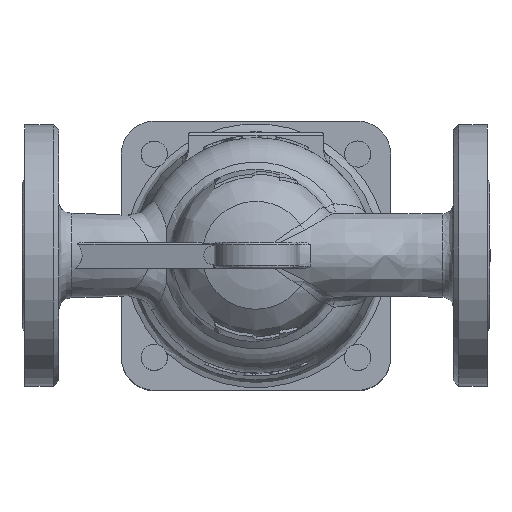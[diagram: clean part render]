
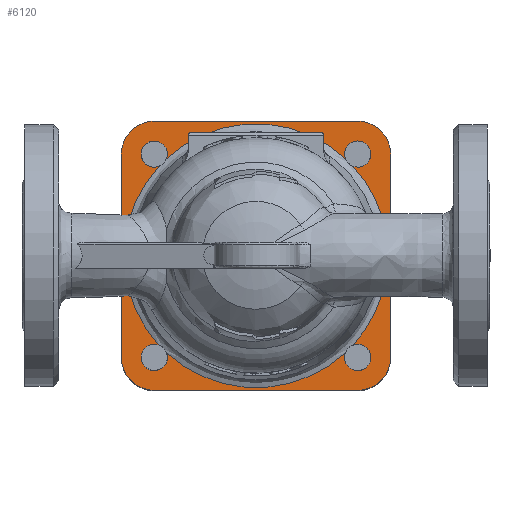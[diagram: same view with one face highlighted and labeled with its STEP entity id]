
A CAD part, top view. The second image highlights one B-rep face of the part: STEP entity #6120.
In plain terms, the highlighted planar face has unit normal (0, 0, 1).
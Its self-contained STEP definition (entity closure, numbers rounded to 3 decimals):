
#4290=CARTESIAN_POINT('',(34.234,37.07,15.));
#4291=VERTEX_POINT('',#4290);
#4292=CARTESIAN_POINT('',(37.07,34.234,15.));
#4293=VERTEX_POINT('',#4292);
#4294=CARTESIAN_POINT('',(38.891,38.891,15.));
#4295=DIRECTION('',(0.0,0.0,-1.0));
#4296=DIRECTION('',(0.0,-1.0,0.0));
#4297=AXIS2_PLACEMENT_3D('',#4294,#4295,#4296);
#4298=CIRCLE('',#4297,5.0);
#4299=EDGE_CURVE('',#4291,#4293,#4298,.T.);
#4372=CARTESIAN_POINT('',(37.07,-34.234,15.));
#4373=VERTEX_POINT('',#4372);
#4374=CARTESIAN_POINT('',(34.234,-37.07,15.));
#4375=VERTEX_POINT('',#4374);
#4376=CARTESIAN_POINT('',(38.891,-38.891,15.));
#4377=DIRECTION('',(0.0,0.0,-1.0));
#4378=DIRECTION('',(-1.0,0.0,0.0));
#4379=AXIS2_PLACEMENT_3D('',#4376,#4377,#4378);
#4380=CIRCLE('',#4379,5.0);
#4381=EDGE_CURVE('',#4373,#4375,#4380,.T.);
#4454=CARTESIAN_POINT('',(-34.234,-37.07,15.));
#4455=VERTEX_POINT('',#4454);
#4456=CARTESIAN_POINT('',(-37.07,-34.234,15.));
#4457=VERTEX_POINT('',#4456);
#4458=CARTESIAN_POINT('',(-38.891,-38.891,15.));
#4459=DIRECTION('',(0.0,0.0,-1.0));
#4460=DIRECTION('',(0.0,1.0,0.0));
#4461=AXIS2_PLACEMENT_3D('',#4458,#4459,#4460);
#4462=CIRCLE('',#4461,5.0);
#4463=EDGE_CURVE('',#4455,#4457,#4462,.T.);
#4546=CARTESIAN_POINT('',(-34.234,37.07,15.));
#4547=VERTEX_POINT('',#4546);
#4548=CARTESIAN_POINT('',(0.,0.0,15.0));
#4549=DIRECTION('',(0.0,0.0,1.0));
#4550=DIRECTION('',(-1.0,0.0,0.0));
#4551=AXIS2_PLACEMENT_3D('',#4548,#4549,#4550);
#4552=CIRCLE('',#4551,50.459);
#4553=EDGE_CURVE('',#4291,#4547,#4552,.T.);
#4555=CARTESIAN_POINT('',(-37.07,34.234,15.));
#4556=VERTEX_POINT('',#4555);
#4572=CARTESIAN_POINT('',(0.,0.0,15.0));
#4573=DIRECTION('',(0.0,0.0,1.0));
#4574=DIRECTION('',(-1.0,0.0,0.0));
#4575=AXIS2_PLACEMENT_3D('',#4572,#4573,#4574);
#4576=CIRCLE('',#4575,50.459);
#4577=EDGE_CURVE('',#4556,#4457,#4576,.T.);
#4580=CARTESIAN_POINT('',(0.,0.0,15.0));
#4581=DIRECTION('',(0.0,0.0,1.0));
#4582=DIRECTION('',(-1.0,0.0,0.0));
#4583=AXIS2_PLACEMENT_3D('',#4580,#4581,#4582);
#4584=CIRCLE('',#4583,50.459);
#4585=EDGE_CURVE('',#4455,#4375,#4584,.T.);
#4588=CARTESIAN_POINT('',(0.,0.0,15.0));
#4589=DIRECTION('',(0.0,0.0,1.0));
#4590=DIRECTION('',(-1.0,0.0,0.0));
#4591=AXIS2_PLACEMENT_3D('',#4588,#4589,#4590);
#4592=CIRCLE('',#4591,50.459);
#4593=EDGE_CURVE('',#4373,#4293,#4592,.T.);
#5988=CARTESIAN_POINT('',(-38.891,38.891,15.));
#5989=DIRECTION('',(0.0,0.0,-1.0));
#5990=DIRECTION('',(1.0,0.0,0.0));
#5991=AXIS2_PLACEMENT_3D('',#5988,#5989,#5990);
#5992=CIRCLE('',#5991,5.0);
#5993=EDGE_CURVE('',#4556,#4547,#5992,.T.);
#6035=CARTESIAN_POINT('',(0.0,0.,15.0));
#6036=DIRECTION('',(0.0,0.0,1.0));
#6037=DIRECTION('',(1.0,0.0,0.0));
#6038=AXIS2_PLACEMENT_3D('',#6035,#6036,#6037);
#6039=PLANE('',#6038);
#6040=CARTESIAN_POINT('',(51.5,38.891,15.0));
#6041=VERTEX_POINT('',#6040);
#6042=CARTESIAN_POINT('',(51.5,-38.891,15.0));
#6043=VERTEX_POINT('',#6042);
#6044=CARTESIAN_POINT('',(51.5,38.891,15.0));
#6045=DIRECTION('',(0.0,-1.0,0.0));
#6046=VECTOR('',#6045,77.782);
#6047=LINE('',#6044,#6046);
#6048=EDGE_CURVE('',#6041,#6043,#6047,.T.);
#6049=ORIENTED_EDGE('',*,*,#6048,.F.);
#6050=CARTESIAN_POINT('',(38.891,51.5,15.0));
#6051=VERTEX_POINT('',#6050);
#6052=CARTESIAN_POINT('',(38.891,38.891,15.0));
#6053=DIRECTION('',(0.0,0.0,1.0));
#6054=DIRECTION('',(1.0,0.0,0.0));
#6055=AXIS2_PLACEMENT_3D('',#6052,#6053,#6054);
#6056=CIRCLE('',#6055,12.609);
#6057=EDGE_CURVE('',#6041,#6051,#6056,.T.);
#6058=ORIENTED_EDGE('',*,*,#6057,.T.);
#6059=CARTESIAN_POINT('',(-38.891,51.5,15.0));
#6060=VERTEX_POINT('',#6059);
#6061=CARTESIAN_POINT('',(-38.891,51.5,15.0));
#6062=DIRECTION('',(1.0,0.0,0.0));
#6063=VECTOR('',#6062,77.782);
#6064=LINE('',#6061,#6063);
#6065=EDGE_CURVE('',#6060,#6051,#6064,.T.);
#6066=ORIENTED_EDGE('',*,*,#6065,.F.);
#6067=CARTESIAN_POINT('',(-51.5,38.891,15.0));
#6068=VERTEX_POINT('',#6067);
#6069=CARTESIAN_POINT('',(-38.891,38.891,15.0));
#6070=DIRECTION('',(0.0,0.0,1.0));
#6071=DIRECTION('',(0.0,1.0,0.0));
#6072=AXIS2_PLACEMENT_3D('',#6069,#6070,#6071);
#6073=CIRCLE('',#6072,12.609);
#6074=EDGE_CURVE('',#6060,#6068,#6073,.T.);
#6075=ORIENTED_EDGE('',*,*,#6074,.T.);
#6076=CARTESIAN_POINT('',(-51.5,-38.891,15.0));
#6077=VERTEX_POINT('',#6076);
#6078=CARTESIAN_POINT('',(-51.5,-38.891,15.0));
#6079=DIRECTION('',(0.0,1.0,0.0));
#6080=VECTOR('',#6079,77.782);
#6081=LINE('',#6078,#6080);
#6082=EDGE_CURVE('',#6077,#6068,#6081,.T.);
#6083=ORIENTED_EDGE('',*,*,#6082,.F.);
#6084=CARTESIAN_POINT('',(-38.891,-51.5,15.0));
#6085=VERTEX_POINT('',#6084);
#6086=CARTESIAN_POINT('',(-38.891,-38.891,15.0));
#6087=DIRECTION('',(0.0,0.0,1.0));
#6088=DIRECTION('',(-1.0,0.0,0.0));
#6089=AXIS2_PLACEMENT_3D('',#6086,#6087,#6088);
#6090=CIRCLE('',#6089,12.609);
#6091=EDGE_CURVE('',#6077,#6085,#6090,.T.);
#6092=ORIENTED_EDGE('',*,*,#6091,.T.);
#6093=CARTESIAN_POINT('',(38.891,-51.5,15.0));
#6094=VERTEX_POINT('',#6093);
#6095=CARTESIAN_POINT('',(38.891,-51.5,15.0));
#6096=DIRECTION('',(-1.0,0.0,0.0));
#6097=VECTOR('',#6096,77.782);
#6098=LINE('',#6095,#6097);
#6099=EDGE_CURVE('',#6094,#6085,#6098,.T.);
#6100=ORIENTED_EDGE('',*,*,#6099,.F.);
#6101=CARTESIAN_POINT('',(38.891,-38.891,15.0));
#6102=DIRECTION('',(0.0,0.0,1.0));
#6103=DIRECTION('',(0.0,-1.0,0.0));
#6104=AXIS2_PLACEMENT_3D('',#6101,#6102,#6103);
#6105=CIRCLE('',#6104,12.609);
#6106=EDGE_CURVE('',#6094,#6043,#6105,.T.);
#6107=ORIENTED_EDGE('',*,*,#6106,.T.);
#6108=EDGE_LOOP('',(#6049,#6058,#6066,#6075,#6083,#6092,#6100,#6107));
#6109=FACE_OUTER_BOUND('',#6108,.T.);
#6110=ORIENTED_EDGE('',*,*,#4299,.T.);
#6111=ORIENTED_EDGE('',*,*,#4593,.F.);
#6112=ORIENTED_EDGE('',*,*,#4381,.T.);
#6113=ORIENTED_EDGE('',*,*,#4585,.F.);
#6114=ORIENTED_EDGE('',*,*,#4463,.T.);
#6115=ORIENTED_EDGE('',*,*,#4577,.F.);
#6116=ORIENTED_EDGE('',*,*,#5993,.T.);
#6117=ORIENTED_EDGE('',*,*,#4553,.F.);
#6118=EDGE_LOOP('',(#6110,#6111,#6112,#6113,#6114,#6115,#6116,#6117));
#6119=FACE_BOUND('',#6118,.T.);
#6120=ADVANCED_FACE('',(#6109,#6119),#6039,.T.);
